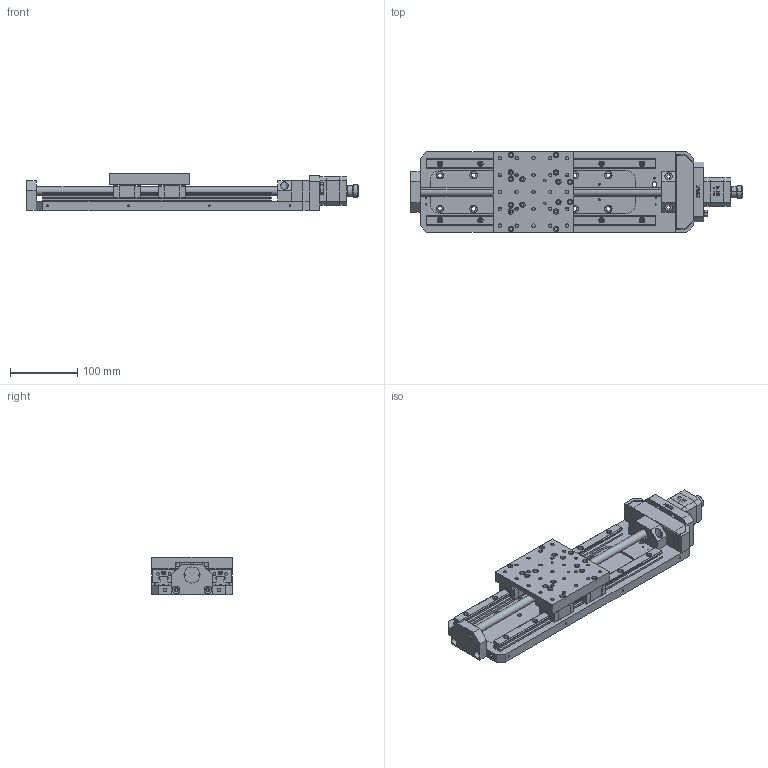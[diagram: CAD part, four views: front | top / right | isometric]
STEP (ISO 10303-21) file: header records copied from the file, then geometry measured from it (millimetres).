
FILE_DESCRIPTION (( 'STEP AP203' ), '1' );
FILE_NAME ('TSA200-B.step', '2019-05-06T08:39:42', ( '' ), ( '' ), 'SwSTEP 2.0', 'SolidWorks 2017', '' );
FILE_SCHEMA (( 'CONFIG_CONTROL_DESIGN' ));
Length unit declared in the file: millimetre
Products named in the file (1): TSA200-B
Bounding box: 493 x 120 x 55 mm (x, y, z)
Surface area: 261574.8 mm2 (no closed solid volume)
Topology: 0 solids, 30 shells, 673 faces, 2610 edges, 1981 vertices
Faces by surface type: cylinder 369, plane 295, torus 5, cone 4
Entity records: 28170 total; most frequent: CARTESIAN_POINT 5391, DIRECTION 4948, ORIENTED_EDGE 4034, EDGE_CURVE 2610, VERTEX_POINT 1981, AXIS2_PLACEMENT_3D 1674, VECTOR 1600, LINE 1600
